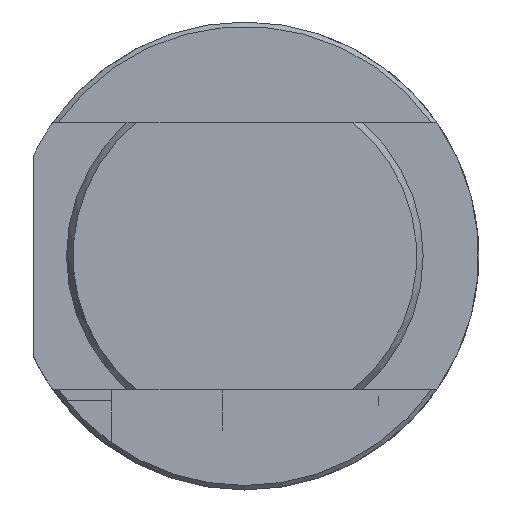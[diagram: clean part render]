
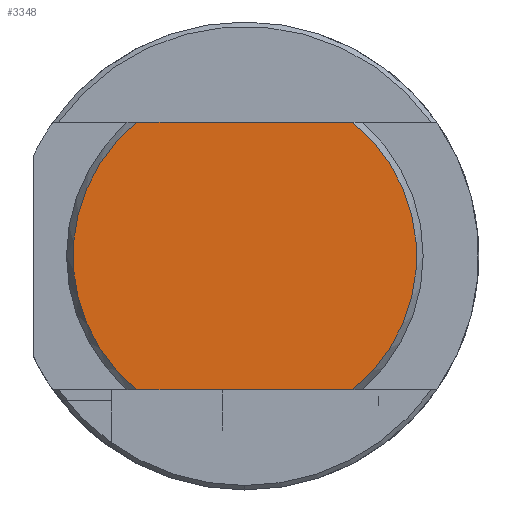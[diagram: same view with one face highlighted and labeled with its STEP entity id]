
A CAD part, left-side view. The second image highlights one B-rep face of the part: STEP entity #3348.
In plain terms, the highlighted planar face has unit normal (-1, 0, 0).
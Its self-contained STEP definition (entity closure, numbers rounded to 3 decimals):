
#48 = VERTEX_POINT ( 'NONE', #257 ) ;
#53 = VERTEX_POINT ( 'NONE', #262 ) ;
#121 = VERTEX_POINT ( 'NONE', #330 ) ;
#126 = VERTEX_POINT ( 'NONE', #335 ) ;
#257 = CARTESIAN_POINT ( 'NONE',  ( 0., -4.844, -6. ) ) ;
#262 = CARTESIAN_POINT ( 'NONE',  ( 0., 4.844, 6. ) ) ;
#330 = CARTESIAN_POINT ( 'NONE',  ( 0., 4.844, -6. ) ) ;
#335 = CARTESIAN_POINT ( 'NONE',  ( 0., -4.844, 6. ) ) ;
#1312 = EDGE_CURVE ( 'NONE', #53, #121, #3518, .T. ) ;
#1318 = EDGE_CURVE ( 'NONE', #53, #126, #3524, .T. ) ;
#1319 = EDGE_CURVE ( 'NONE', #48, #126, #3528, .T. ) ;
#1320 = EDGE_CURVE ( 'NONE', #48, #121, #3514, .T. ) ;
#1570 = AXIS2_PLACEMENT_3D ( 'NONE', #2750, #2752, #2753 ) ;
#1575 = AXIS2_PLACEMENT_3D ( 'NONE', #2771, #2774, #2775 ) ;
#1784 = AXIS2_PLACEMENT_3D ( 'NONE', #4727, #4729, #4730 ) ;
#2140 = EDGE_LOOP ( 'NONE', ( #2196, #2197, #2198, #2199 ) ) ;
#2196 = ORIENTED_EDGE ( 'NONE', *, *, #1319, .T. ) ;
#2197 = ORIENTED_EDGE ( 'NONE', *, *, #1318, .F. ) ;
#2198 = ORIENTED_EDGE ( 'NONE', *, *, #1312, .T. ) ;
#2199 = ORIENTED_EDGE ( 'NONE', *, *, #1320, .F. ) ;
#2750 = CARTESIAN_POINT ( 'NONE',  ( 0., 0., 0. ) ) ;
#2752 = DIRECTION ( 'NONE',  ( -1., 0., 0. ) ) ;
#2753 = DIRECTION ( 'NONE',  ( 0., 0., -1. ) ) ;
#2765 = CARTESIAN_POINT ( 'NONE',  ( 0., 8.617, 6. ) ) ;
#2771 = CARTESIAN_POINT ( 'NONE',  ( 0., 0., 0. ) ) ;
#2772 = DIRECTION ( 'NONE',  ( 0., -1., 0. ) ) ;
#2774 = DIRECTION ( 'NONE',  ( -1., 0., 0. ) ) ;
#2775 = DIRECTION ( 'NONE',  ( 0., 0., -1. ) ) ;
#2776 = CARTESIAN_POINT ( 'NONE',  ( 0., 8.617, -6. ) ) ;
#2777 = DIRECTION ( 'NONE',  ( 0., 1., 0. ) ) ;
#3348 = ADVANCED_FACE ( 'NONE', ( #4011 ), #4728, .F. ) ;
#3514 = LINE ( 'NONE', #2776, #3519 ) ;
#3516 = VECTOR ( 'NONE', #2772, 1000. ) ;
#3518 = CIRCLE ( 'NONE', #1570, 7.711 ) ;
#3519 = VECTOR ( 'NONE', #2777, 1000. ) ;
#3524 = LINE ( 'NONE', #2765, #3516 ) ;
#3528 = CIRCLE ( 'NONE', #1575, 7.711 ) ;
#4011 = FACE_OUTER_BOUND ( 'NONE', #2140, .T. ) ;
#4727 = CARTESIAN_POINT ( 'NONE',  ( 0., 0., 0. ) ) ;
#4728 = PLANE ( 'NONE',  #1784 ) ;
#4729 = DIRECTION ( 'NONE',  ( 1., 0., 0. ) ) ;
#4730 = DIRECTION ( 'NONE',  ( 0., 0., -1. ) ) ;
